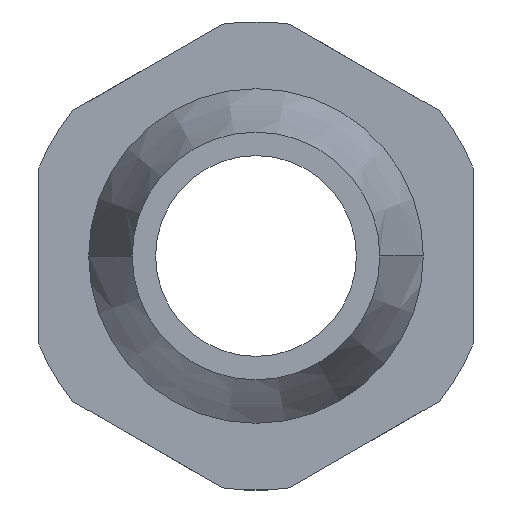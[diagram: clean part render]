
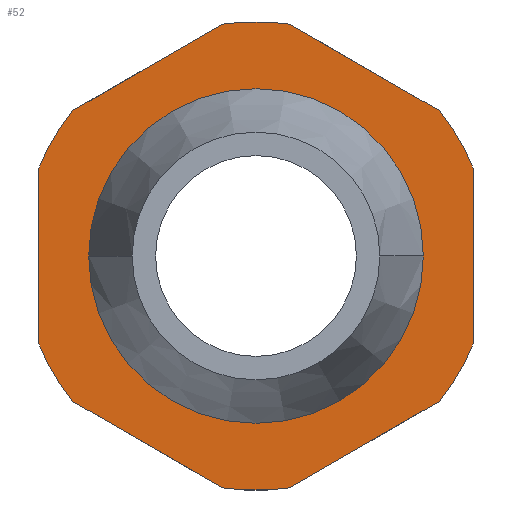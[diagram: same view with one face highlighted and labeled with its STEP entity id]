
A CAD part, left-side view. The second image highlights one B-rep face of the part: STEP entity #52.
In plain terms, the highlighted planar face has unit normal (-1, 0, 0).
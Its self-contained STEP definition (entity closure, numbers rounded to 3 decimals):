
#3 = CARTESIAN_POINT ( 'NONE',  ( -6.7, 5.5, 4.33 ) ) ;
#34 = VECTOR ( 'NONE', #925, 1000. ) ;
#52 = ADVANCED_FACE ( 'NONE', ( #1280, #364 ), #919, .T. ) ;
#56 = ORIENTED_EDGE ( 'NONE', *, *, #1171, .T. ) ;
#67 = VERTEX_POINT ( 'NONE', #716 ) ;
#87 = CARTESIAN_POINT ( 'NONE',  ( -6.7, 7., 0. ) ) ;
#92 = CARTESIAN_POINT ( 'NONE',  ( -6.7, 0., 0. ) ) ;
#102 = EDGE_CURVE ( 'NONE', #169, #1192, #694, .T. ) ;
#133 = CIRCLE ( 'NONE', #748, 7. ) ;
#144 = EDGE_CURVE ( 'NONE', #1189, #67, #133, .T. ) ;
#159 = AXIS2_PLACEMENT_3D ( 'NONE', #495, #302, #926 ) ;
#169 = VERTEX_POINT ( 'NONE', #1276 ) ;
#175 = CARTESIAN_POINT ( 'NONE',  ( -6.7, 8.5, -2.598 ) ) ;
#180 = ORIENTED_EDGE ( 'NONE', *, *, #188, .T. ) ;
#188 = EDGE_CURVE ( 'NONE', #169, #1202, #541, .T. ) ;
#196 = DIRECTION ( 'NONE',  ( 1., 0., 0. ) ) ;
#207 = CARTESIAN_POINT ( 'NONE',  ( -6.7, 5.5, -4.33 ) ) ;
#214 = CARTESIAN_POINT ( 'NONE',  ( -6.7, 5., 0. ) ) ;
#230 = CIRCLE ( 'NONE', #1301, 7. ) ;
#242 = CARTESIAN_POINT ( 'NONE',  ( -6.7, -6.5, 0. ) ) ;
#247 = EDGE_CURVE ( 'NONE', #960, #632, #795, .T. ) ;
#286 = LINE ( 'NONE', #1386, #463 ) ;
#302 = DIRECTION ( 'NONE',  ( 1., 0., 0. ) ) ;
#319 = CIRCLE ( 'NONE', #957, 7. ) ;
#333 = EDGE_CURVE ( 'NONE', #932, #1288, #230, .T. ) ;
#341 = EDGE_CURVE ( 'NONE', #1189, #1192, #679, .T. ) ;
#364 = FACE_OUTER_BOUND ( 'NONE', #713, .T. ) ;
#383 = CARTESIAN_POINT ( 'NONE',  ( -6.7, -6.5, -2.598 ) ) ;
#390 = EDGE_LOOP ( 'NONE', ( #451, #1361 ) ) ;
#391 = DIRECTION ( 'NONE',  ( -1., 0., 0. ) ) ;
#401 = CIRCLE ( 'NONE', #1256, 7. ) ;
#402 = DIRECTION ( 'NONE',  ( 1., 0., 0. ) ) ;
#437 = DIRECTION ( 'NONE',  ( 0., 0.866, -0.5 ) ) ;
#451 = ORIENTED_EDGE ( 'NONE', *, *, #517, .T. ) ;
#463 = VECTOR ( 'NONE', #733, 1000. ) ;
#465 = ORIENTED_EDGE ( 'NONE', *, *, #1094, .F. ) ;
#478 = EDGE_CURVE ( 'NONE', #1218, #1202, #401, .T. ) ;
#482 = CARTESIAN_POINT ( 'NONE',  ( -6.7, 0., 0. ) ) ;
#495 = CARTESIAN_POINT ( 'NONE',  ( -6.7, 0., 0. ) ) ;
#517 = EDGE_CURVE ( 'NONE', #1158, #708, #1203, .T. ) ;
#534 = CARTESIAN_POINT ( 'NONE',  ( -6.7, 0., 0. ) ) ;
#541 = LINE ( 'NONE', #943, #1014 ) ;
#564 = ORIENTED_EDGE ( 'NONE', *, *, #102, .F. ) ;
#618 = CARTESIAN_POINT ( 'NONE',  ( -6.7, 0., 0. ) ) ;
#632 = VERTEX_POINT ( 'NONE', #1352 ) ;
#635 = EDGE_CURVE ( 'NONE', #1218, #1003, #880, .T. ) ;
#638 = CARTESIAN_POINT ( 'NONE',  ( -6.7, 8.5, 2.598 ) ) ;
#650 = CARTESIAN_POINT ( 'NONE',  ( -6.7, -5., 0. ) ) ;
#652 = DIRECTION ( 'NONE',  ( 0., 1., 0. ) ) ;
#679 = LINE ( 'NONE', #638, #1223 ) ;
#694 = CIRCLE ( 'NONE', #159, 7. ) ;
#696 = DIRECTION ( 'NONE',  ( 1., 0., 0. ) ) ;
#708 = VERTEX_POINT ( 'NONE', #650 ) ;
#713 = EDGE_LOOP ( 'NONE', ( #1286, #800, #1120, #56, #761, #861, #564, #180, #799, #812, #465, #949 ) ) ;
#716 = CARTESIAN_POINT ( 'NONE',  ( -6.7, -1., 6.928 ) ) ;
#733 = DIRECTION ( 'NONE',  ( 0., 0.866, 0.5 ) ) ;
#748 = AXIS2_PLACEMENT_3D ( 'NONE', #92, #836, #1172 ) ;
#759 = DIRECTION ( 'NONE',  ( 1., 0., 0. ) ) ;
#761 = ORIENTED_EDGE ( 'NONE', *, *, #144, .F. ) ;
#789 = DIRECTION ( 'NONE',  ( 1., 0., 0. ) ) ;
#793 = CARTESIAN_POINT ( 'NONE',  ( -6.7, 0., 0. ) ) ;
#795 = CIRCLE ( 'NONE', #1212, 7. ) ;
#799 = ORIENTED_EDGE ( 'NONE', *, *, #478, .F. ) ;
#800 = ORIENTED_EDGE ( 'NONE', *, *, #1310, .T. ) ;
#806 = AXIS2_PLACEMENT_3D ( 'NONE', #618, #402, #942 ) ;
#812 = ORIENTED_EDGE ( 'NONE', *, *, #635, .T. ) ;
#833 = CARTESIAN_POINT ( 'NONE',  ( -6.7, 0., 0. ) ) ;
#836 = DIRECTION ( 'NONE',  ( 1., 0., 0. ) ) ;
#846 = CARTESIAN_POINT ( 'NONE',  ( -6.7, 6.5, -2.598 ) ) ;
#857 = DIRECTION ( 'NONE',  ( 0., 0., 1. ) ) ;
#861 = ORIENTED_EDGE ( 'NONE', *, *, #341, .T. ) ;
#871 = DIRECTION ( 'NONE',  ( 0., 1., 0. ) ) ;
#876 = VECTOR ( 'NONE', #1162, 1000. ) ;
#880 = LINE ( 'NONE', #175, #34 ) ;
#893 = AXIS2_PLACEMENT_3D ( 'NONE', #482, #789, #1229 ) ;
#919 = PLANE ( 'NONE',  #920 ) ;
#920 = AXIS2_PLACEMENT_3D ( 'NONE', #87, #391, #1143 ) ;
#921 = VERTEX_POINT ( 'NONE', #1009 ) ;
#923 = CARTESIAN_POINT ( 'NONE',  ( -6.7, -5.5, 4.33 ) ) ;
#925 = DIRECTION ( 'NONE',  ( 0., -0.866, -0.5 ) ) ;
#926 = DIRECTION ( 'NONE',  ( 0., 1., 0. ) ) ;
#932 = VERTEX_POINT ( 'NONE', #383 ) ;
#942 = DIRECTION ( 'NONE',  ( 0., 1., 0. ) ) ;
#943 = CARTESIAN_POINT ( 'NONE',  ( -6.7, 6.5, 0. ) ) ;
#949 = ORIENTED_EDGE ( 'NONE', *, *, #1066, .T. ) ;
#957 = AXIS2_PLACEMENT_3D ( 'NONE', #833, #196, #1049 ) ;
#960 = VERTEX_POINT ( 'NONE', #923 ) ;
#1003 = VERTEX_POINT ( 'NONE', #1025 ) ;
#1009 = CARTESIAN_POINT ( 'NONE',  ( -6.7, -1., -6.928 ) ) ;
#1014 = VECTOR ( 'NONE', #1177, 1000. ) ;
#1020 = DIRECTION ( 'NONE',  ( 0., 1., 0. ) ) ;
#1025 = CARTESIAN_POINT ( 'NONE',  ( -6.7, 1., -6.928 ) ) ;
#1043 = LINE ( 'NONE', #242, #1077 ) ;
#1048 = EDGE_CURVE ( 'NONE', #708, #1158, #1215, .T. ) ;
#1049 = DIRECTION ( 'NONE',  ( 0., 1., 0. ) ) ;
#1066 = EDGE_CURVE ( 'NONE', #921, #1288, #1166, .T. ) ;
#1077 = VECTOR ( 'NONE', #857, 1000. ) ;
#1094 = EDGE_CURVE ( 'NONE', #921, #1003, #319, .T. ) ;
#1096 = CARTESIAN_POINT ( 'NONE',  ( -6.7, -5.5, -4.33 ) ) ;
#1120 = ORIENTED_EDGE ( 'NONE', *, *, #247, .F. ) ;
#1143 = DIRECTION ( 'NONE',  ( 0., -1., 0. ) ) ;
#1152 = CARTESIAN_POINT ( 'NONE',  ( -6.7, 2., -8.66 ) ) ;
#1158 = VERTEX_POINT ( 'NONE', #214 ) ;
#1162 = DIRECTION ( 'NONE',  ( 0., -0.866, 0.5 ) ) ;
#1166 = LINE ( 'NONE', #1152, #876 ) ;
#1171 = EDGE_CURVE ( 'NONE', #960, #67, #286, .T. ) ;
#1172 = DIRECTION ( 'NONE',  ( 0., 1., 0. ) ) ;
#1177 = DIRECTION ( 'NONE',  ( 0., 0., -1. ) ) ;
#1189 = VERTEX_POINT ( 'NONE', #1278 ) ;
#1192 = VERTEX_POINT ( 'NONE', #3 ) ;
#1195 = CARTESIAN_POINT ( 'NONE',  ( -6.7, 0., 0. ) ) ;
#1202 = VERTEX_POINT ( 'NONE', #846 ) ;
#1203 = CIRCLE ( 'NONE', #893, 5. ) ;
#1212 = AXIS2_PLACEMENT_3D ( 'NONE', #1195, #1295, #652 ) ;
#1215 = CIRCLE ( 'NONE', #806, 5. ) ;
#1218 = VERTEX_POINT ( 'NONE', #207 ) ;
#1223 = VECTOR ( 'NONE', #437, 1000. ) ;
#1229 = DIRECTION ( 'NONE',  ( 0., 1., 0. ) ) ;
#1256 = AXIS2_PLACEMENT_3D ( 'NONE', #793, #696, #1020 ) ;
#1276 = CARTESIAN_POINT ( 'NONE',  ( -6.7, 6.5, 2.598 ) ) ;
#1278 = CARTESIAN_POINT ( 'NONE',  ( -6.7, 1., 6.928 ) ) ;
#1280 = FACE_BOUND ( 'NONE', #390, .T. ) ;
#1286 = ORIENTED_EDGE ( 'NONE', *, *, #333, .F. ) ;
#1288 = VERTEX_POINT ( 'NONE', #1096 ) ;
#1295 = DIRECTION ( 'NONE',  ( 1., 0., 0. ) ) ;
#1301 = AXIS2_PLACEMENT_3D ( 'NONE', #534, #759, #871 ) ;
#1310 = EDGE_CURVE ( 'NONE', #932, #632, #1043, .T. ) ;
#1352 = CARTESIAN_POINT ( 'NONE',  ( -6.7, -6.5, 2.598 ) ) ;
#1361 = ORIENTED_EDGE ( 'NONE', *, *, #1048, .T. ) ;
#1386 = CARTESIAN_POINT ( 'NONE',  ( -6.7, 2., 8.66 ) ) ;
